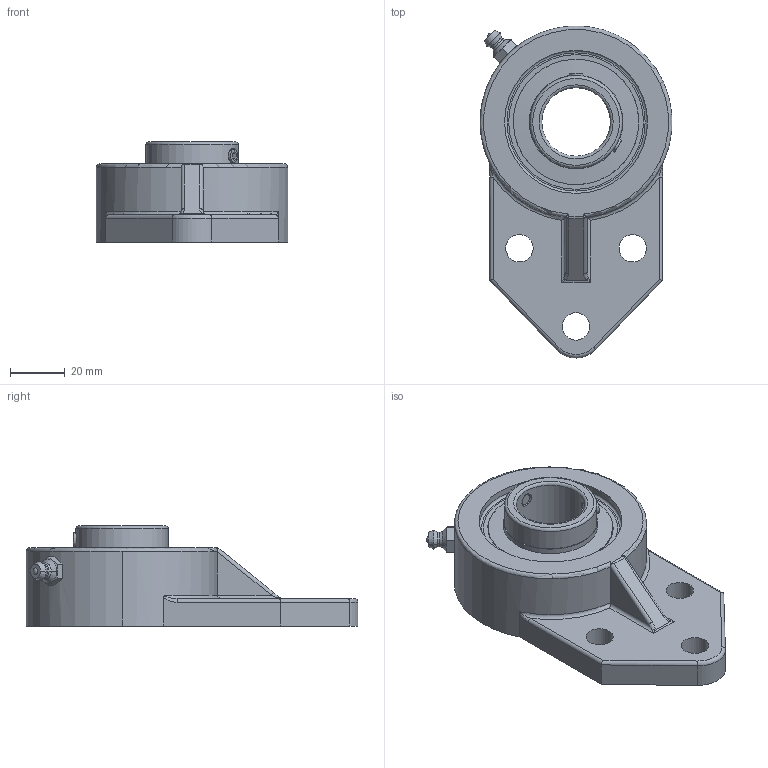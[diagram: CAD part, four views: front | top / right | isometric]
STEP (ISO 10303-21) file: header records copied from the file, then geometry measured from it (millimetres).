
FILE_DESCRIPTION(('HOOPS Exchange Step'),'2;1');
FILE_NAME('export-05AE7ABE-7888-4D2F-8BC9-BD544FC98A17.stp','2019-12-12T16:37:15+16:00',('ibuslach'),('Alibre'),'HOOPS Exchange 2019.2','Alibre','Unknown authorisation');
FILE_SCHEMA( ('AP242_MANAGED_MODEL_BASED_3D_ENGINEERING_MIM_LF {1 0 10303 442 1 1 4 }') );
Length unit declared in the file: centimetre
Products named in the file (7): MRN SFB 205; UCP ZERK 6mm; SUC 205 RACES; 205 SS; SUC 205-16 SHIELD; MRN SUC 205; MRN SUCFB 205
Assembly tree (8 placements, depth 3):
  MRN SUCFB 205
    MRN SFB 205
    UCP ZERK 6mm
    MRN SUC 205
      SUC 205 RACES
      205 SS  x2
      SUC 205-16 SHIELD  x2
Bounding box: 69.93 x 120.98 x 36.5 mm (x, y, z)
Volume: 94936.8 mm3; surface area: 39417.2 mm2
Topology: 8 solids, 8 shells, 158 faces, 411 edges, 264 vertices
Faces by surface type: plane 54, cylinder 51, torus 18, cone 16, bspline 10, sphere 9
Full cylindrical faces by diameter (mm): 1.504 x2, 4.917 x4, 6 x2, 10 x3, 25 x1, 33.655 x1, 33.68 x2, 34.188 x2, 45.72 x3, 52.126 x1, 56.126 x1
Entity records: 8388 total; most frequent: CARTESIAN_POINT 4745, DIRECTION 755, ORIENTED_EDGE 716, EDGE_CURVE 358, AXIS2_PLACEMENT_3D 316, VERTEX_POINT 233, EDGE_LOOP 167, FACE_BOUND 167
